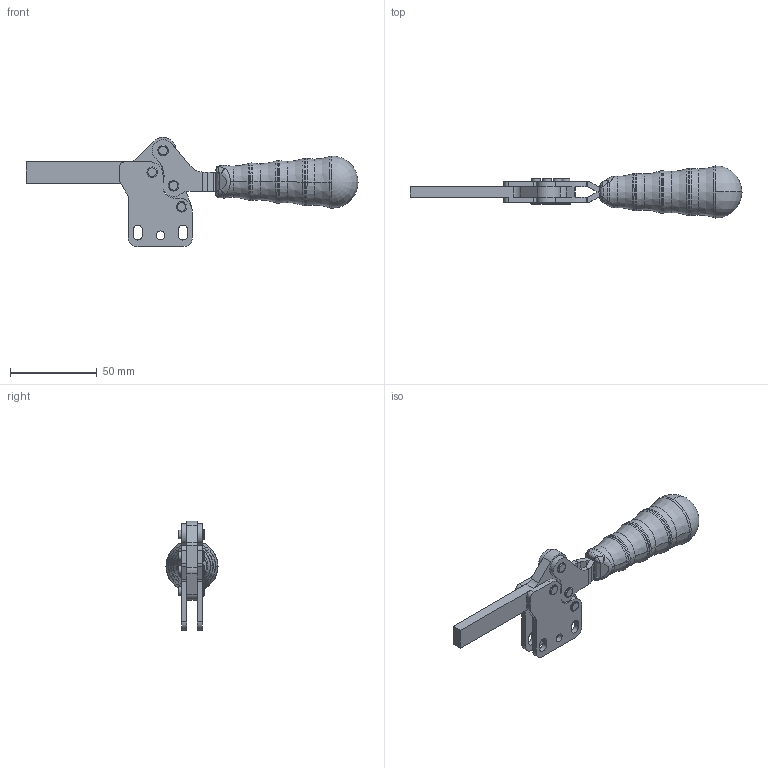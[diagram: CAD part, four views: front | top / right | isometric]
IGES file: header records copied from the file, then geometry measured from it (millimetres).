
Global section: file name: No Iges File Name specified; native system: AutoDesk Inventor R6.1; preprocessor: AutoDesk Inventor Iges Exporter R6.1; author: No Author specified; organization: No Organization specified; date: 20050927.165252; units: millimetre
Bounding box: 191.44 x 30 x 62.88 mm (x, y, z)
Surface area: 21977.8 mm2 (no closed solid volume)
Topology: 0 solids, 0 shells, 793 faces, 4196 edges, 4154 vertices
Faces by surface type: revolution 359, plane 358, bspline 76
